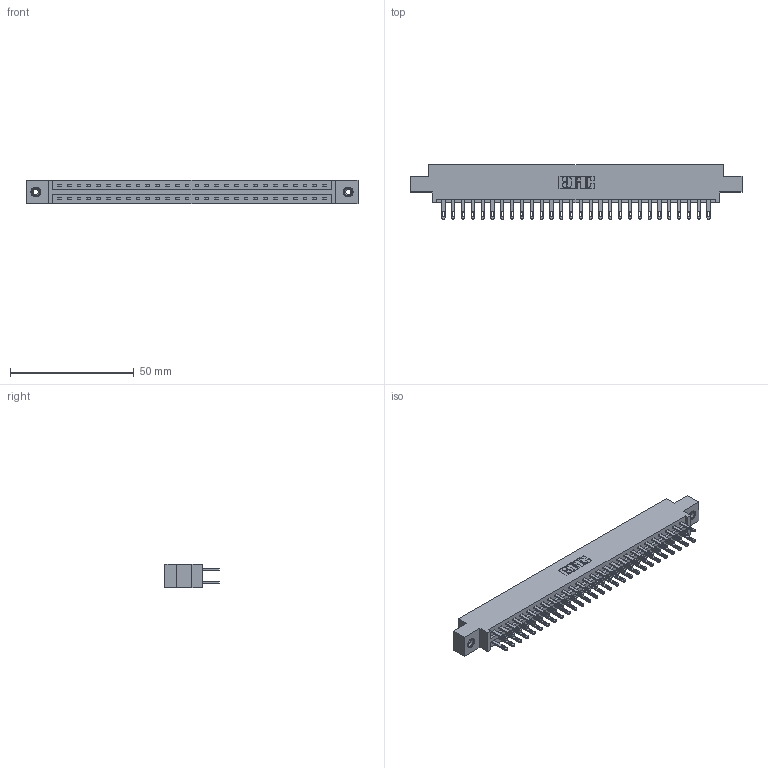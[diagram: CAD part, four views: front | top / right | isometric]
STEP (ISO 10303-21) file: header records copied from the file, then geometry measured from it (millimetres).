
FILE_DESCRIPTION (( 'STEP AP203' ), '1' );
FILE_NAME ('337-056-500-808.STEP', '2019-10-11T19:30:41', ( '' ), ( '' ), 'SwSTEP 2.0', 'SolidWorks 2016', '' );
FILE_SCHEMA (( 'CONFIG_CONTROL_DESIGN' ));
Length unit declared in the file: inch
Products named in the file (4): 345-292-001_345-293-100; 345-250-001_345-250-003-102; 337 Part_0.170 Offset - 0.156 Dia-TI; 337-056-500-808
Assembly tree (59 placements, depth 2):
  337-056-500-808
    337 Part_0.170 Offset - 0.156 Dia-TI
    345-292-001_345-293-100  x56
    345-250-001_345-250-003-102  x2
Bounding box: 133.96 x 21.85 x 9.4 mm (x, y, z)
Volume: 13978.5 mm3; surface area: 16419.8 mm2
Topology: 59 solids, 59 shells, 2978 faces, 9027 edges, 6010 vertices
Faces by surface type: plane 1898, cylinder 1064, cone 12, torus 4
Entity records: 24768 total; most frequent: CARTESIAN_POINT 4165, ORIENTED_EDGE 4094, DIRECTION 3601, EDGE_CURVE 2047, VECTOR 1895, LINE 1895, VERTEX_POINT 1360, AXIS2_PLACEMENT_3D 853
